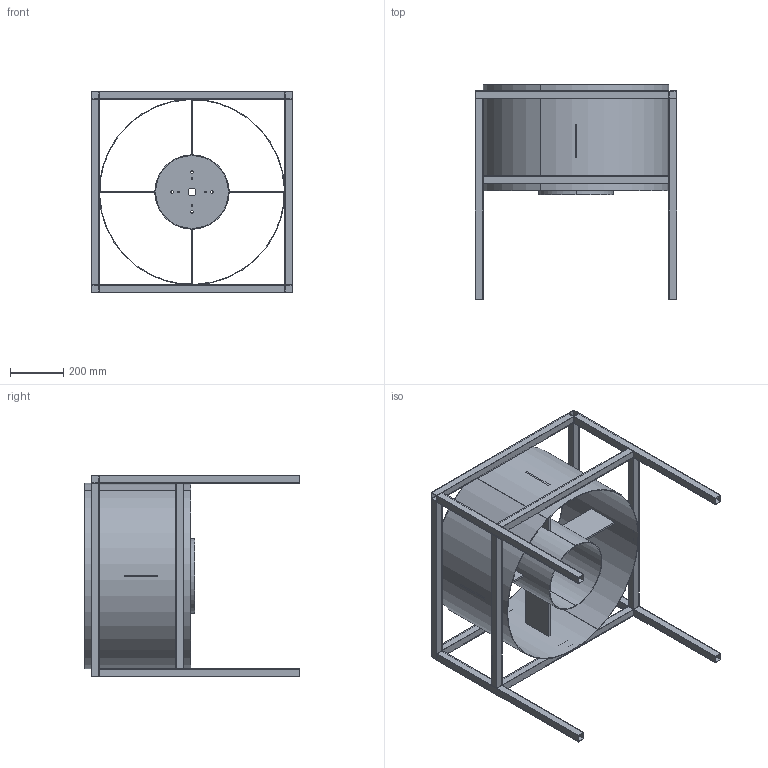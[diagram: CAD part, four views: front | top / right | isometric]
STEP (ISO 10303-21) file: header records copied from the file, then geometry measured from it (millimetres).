
FILE_DESCRIPTION (( 'STEP AP203' ), '1' );
FILE_NAME ('Chassis.STEP', '2021-03-23T14:11:52', ( '' ), ( '' ), 'SwSTEP 2.0', 'SolidWorks 2016', '' );
FILE_SCHEMA (( 'CONFIG_CONTROL_DESIGN' ));
Length unit declared in the file: millimetre
Products named in the file (6): cylindre principal; support moteur; tube chassis L=70; Chassis; tube chassis L=73_D‚faut<Brut d''usinage>; tube chassis L=75.5
Assembly tree (14 placements, depth 2):
  Chassis
    tube chassis L=73_D‚faut<Brut d''usinage>  x4
    tube chassis L=75.5  x4
    tube chassis L=70  x4
    support moteur
    cylindre principal
Bounding box: 760 x 809 x 760 mm (x, y, z)
Volume: 6251077.2 mm3; surface area: 4554053.1 mm2
Topology: 14 solids, 14 shells, 185 faces, 456 edges, 304 vertices
Faces by surface type: plane 155, cylinder 30
Entity records: 3846 total; most frequent: DIRECTION 536, CARTESIAN_POINT 512, ORIENTED_EDGE 480, EDGE_CURVE 240, AXIS2_PLACEMENT_3D 184, VECTOR 168, LINE 168, VERTEX_POINT 160
